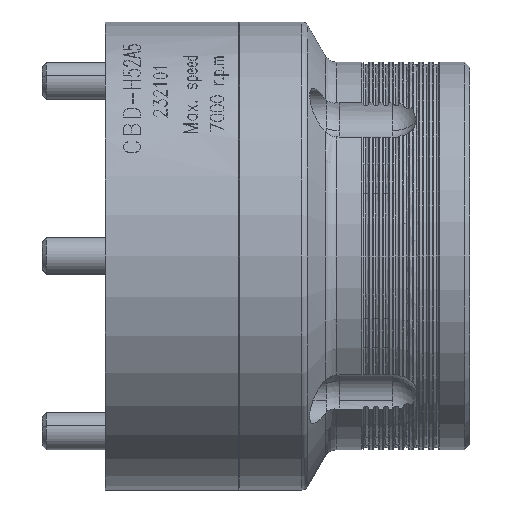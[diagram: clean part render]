
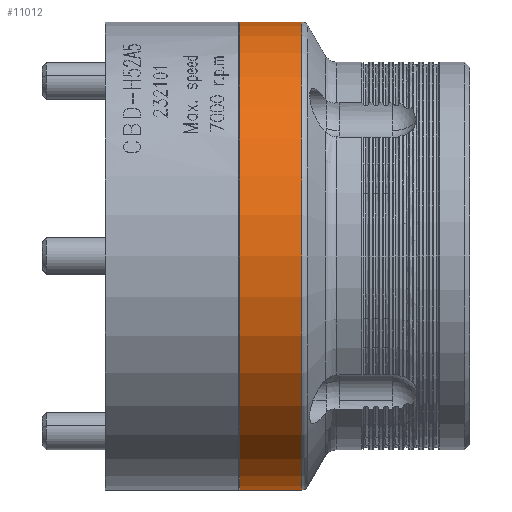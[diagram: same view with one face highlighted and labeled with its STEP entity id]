
A CAD part, front view. The second image highlights one B-rep face of the part: STEP entity #11012.
In plain terms, the highlighted cylindrical face has radius 70 mm (diameter 140 mm), a partial arc.
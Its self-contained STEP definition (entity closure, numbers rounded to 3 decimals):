
#203 = EDGE_CURVE ( 'NONE', #4252, #15409, #16079, .T. ) ;
#711 = VERTEX_POINT ( 'NONE', #20184 ) ;
#2738 = AXIS2_PLACEMENT_3D ( 'NONE', #25368, #2965, #12960 ) ;
#2965 = DIRECTION ( 'NONE',  ( 1., 0., 0. ) ) ;
#3112 = CARTESIAN_POINT ( 'NONE',  ( -3.95, 0., 0. ) ) ;
#3361 = LINE ( 'NONE', #13349, #18244 ) ;
#4252 = VERTEX_POINT ( 'NONE', #25989 ) ;
#7333 = EDGE_CURVE ( 'NONE', #15409, #711, #13970, .T. ) ;
#9063 = DIRECTION ( 'NONE',  ( -1., 0., 0. ) ) ;
#10063 = ORIENTED_EDGE ( 'NONE', *, *, #26345, .T. ) ;
#10895 = ORIENTED_EDGE ( 'NONE', *, *, #13175, .F. ) ;
#11012 = ADVANCED_FACE ( 'NONE', ( #15541 ), #25513, .T. ) ;
#11920 = AXIS2_PLACEMENT_3D ( 'NONE', #12094, #22057, #32011 ) ;
#11983 = ORIENTED_EDGE ( 'NONE', *, *, #203, .T. ) ;
#12094 = CARTESIAN_POINT ( 'NONE',  ( 18.845, 0., 0. ) ) ;
#12960 = DIRECTION ( 'NONE',  ( 0., 0., -1. ) ) ;
#13097 = DIRECTION ( 'NONE',  ( -1., 0., 0. ) ) ;
#13175 = EDGE_CURVE ( 'NONE', #4252, #30976, #3361, .T. ) ;
#13349 = CARTESIAN_POINT ( 'NONE',  ( -3.95, 0., -70. ) ) ;
#13970 = LINE ( 'NONE', #31449, #30580 ) ;
#14275 = CARTESIAN_POINT ( 'NONE',  ( 0.2, 0., -70. ) ) ;
#14909 = ORIENTED_EDGE ( 'NONE', *, *, #7333, .T. ) ;
#15409 = VERTEX_POINT ( 'NONE', #26895 ) ;
#15541 = FACE_OUTER_BOUND ( 'NONE', #24314, .T. ) ;
#16079 = CIRCLE ( 'NONE', #11920, 70. ) ;
#16842 = CIRCLE ( 'NONE', #2738, 70. ) ;
#18244 = VECTOR ( 'NONE', #23314, 1000. ) ;
#20184 = CARTESIAN_POINT ( 'NONE',  ( 0.2, 0., 70. ) ) ;
#22057 = DIRECTION ( 'NONE',  ( -1., 0., 0. ) ) ;
#23069 = DIRECTION ( 'NONE',  ( 0., 0., 1. ) ) ;
#23314 = DIRECTION ( 'NONE',  ( -1., 0., 0. ) ) ;
#24314 = EDGE_LOOP ( 'NONE', ( #10895, #11983, #14909, #10063 ) ) ;
#25368 = CARTESIAN_POINT ( 'NONE',  ( 0.2, 0., 0. ) ) ;
#25513 = CYLINDRICAL_SURFACE ( 'NONE', #26505, 70. ) ;
#25989 = CARTESIAN_POINT ( 'NONE',  ( 18.845, 0., -70. ) ) ;
#26345 = EDGE_CURVE ( 'NONE', #711, #30976, #16842, .T. ) ;
#26505 = AXIS2_PLACEMENT_3D ( 'NONE', #3112, #13097, #23069 ) ;
#26895 = CARTESIAN_POINT ( 'NONE',  ( 18.845, 0., 70. ) ) ;
#30580 = VECTOR ( 'NONE', #9063, 1000. ) ;
#30976 = VERTEX_POINT ( 'NONE', #14275 ) ;
#31449 = CARTESIAN_POINT ( 'NONE',  ( -3.95, 0., 70. ) ) ;
#32011 = DIRECTION ( 'NONE',  ( 0., 0., -1. ) ) ;
